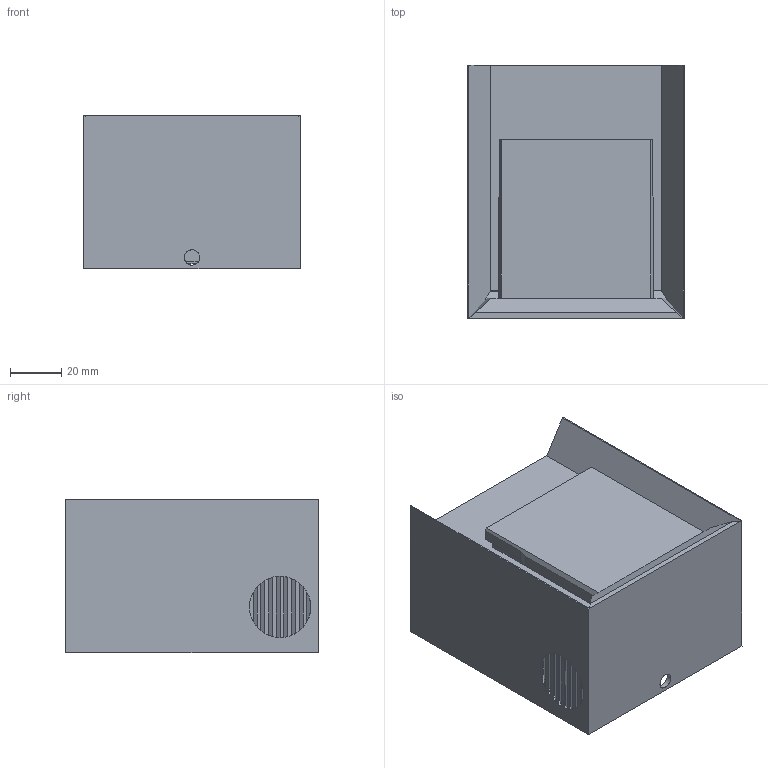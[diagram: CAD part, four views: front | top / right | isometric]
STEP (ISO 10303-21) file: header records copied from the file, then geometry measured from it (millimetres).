
FILE_DESCRIPTION(/* description */ (''),/* implementation_level */ '2;1');
FILE_NAME(/* name */ 'Bottom-BOSCH-ebike_battery-adapter',/* time_stamp */ '2025-05-26T21:24:18+02:00',/* author */ (''),/* organization */ (''),/* preprocessor_version */ 'ST-DEVELOPER v19.2',/* originating_system */ 'Rhino 8.20',/* authorisation */ '');
FILE_SCHEMA (('CONFIG_CONTROL_DESIGN'));
Length unit declared in the file: millimetre
Products named in the file (1): Document
Bounding box: 84.99 x 99.1 x 60.31 mm (x, y, z)
Volume: 188655.3 mm3; surface area: 65982.7 mm2
Topology: 1 solids, 1 shells, 369 faces, 992 edges, 605 vertices
Faces by surface type: plane 313, cylinder 54, bspline 2
Full cylindrical faces by diameter (mm): 6 x1
Entity records: 11257 total; most frequent: CARTESIAN_POINT 3778, ORIENTED_EDGE 1976, EDGE_CURVE 988, B_SPLINE_CURVE_WITH_KNOTS 769, DIRECTION 687, VERTEX_POINT 605, AXIS2_PLACEMENT_3D 527, EDGE_LOOP 395
